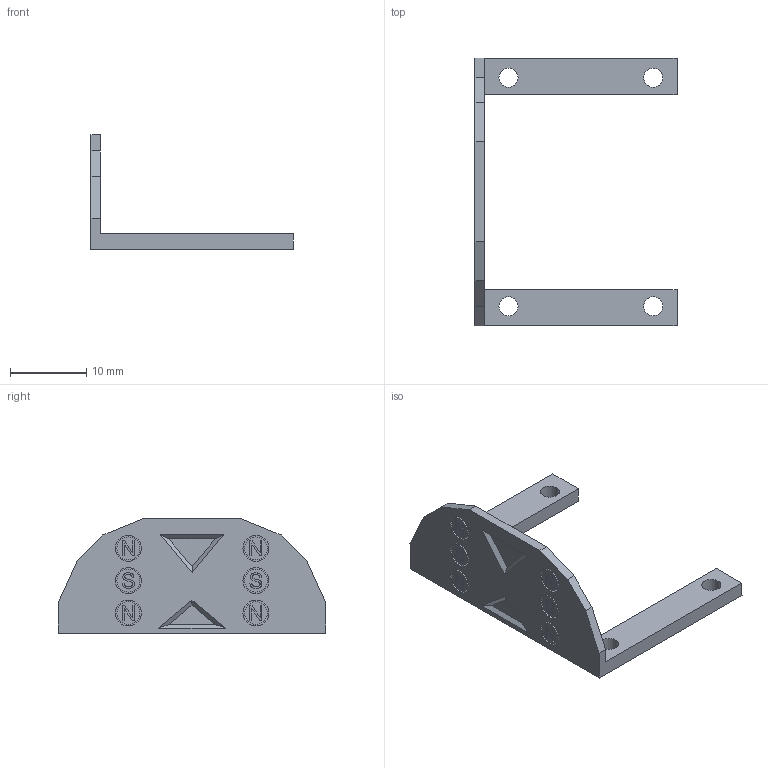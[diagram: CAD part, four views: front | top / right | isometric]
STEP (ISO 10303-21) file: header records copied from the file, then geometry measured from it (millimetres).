
FILE_DESCRIPTION(/* description */ (''),/* implementation_level */ '2;1');
FILE_NAME(/* name */ 'Probe Heatsink Mount - V0.4.step',/* time_stamp */ '2024-07-02T09:16:45-04:00',/* author */ (''),/* organization */ (''),/* preprocessor_version */ 'ST-DEVELOPER v20',/* originating_system */ 'Autodesk Translation Framework v13.14.0.145',/* authorisation */ '');
FILE_SCHEMA (('AUTOMOTIVE_DESIGN { 1 0 10303 214 3 1 1 }'));
Length unit declared in the file: millimetre
Products named in the file (2): HeatSink Mount; 3x1mm Magnet
Assembly tree (6 placements, depth 2):
  HeatSink Mount
    3x1mm Magnet  x6
Bounding box: 26.52 x 35.12 x 15 mm (x, y, z)
Volume: 955 mm3; surface area: 1928.9 mm2
Topology: 7 solids, 7 shells, 345 faces, 936 edges, 625 vertices
Faces by surface type: bspline 198, plane 131, cylinder 16
Full cylindrical faces by diameter (mm): 2.5 x4, 3 x6, 3.399 x6
Entity records: 3313 total; most frequent: CARTESIAN_POINT 1075, ORIENTED_EDGE 492, DIRECTION 342, EDGE_CURVE 246, VERTEX_POINT 165, LINE 158, VECTOR 158, EDGE_LOOP 113
